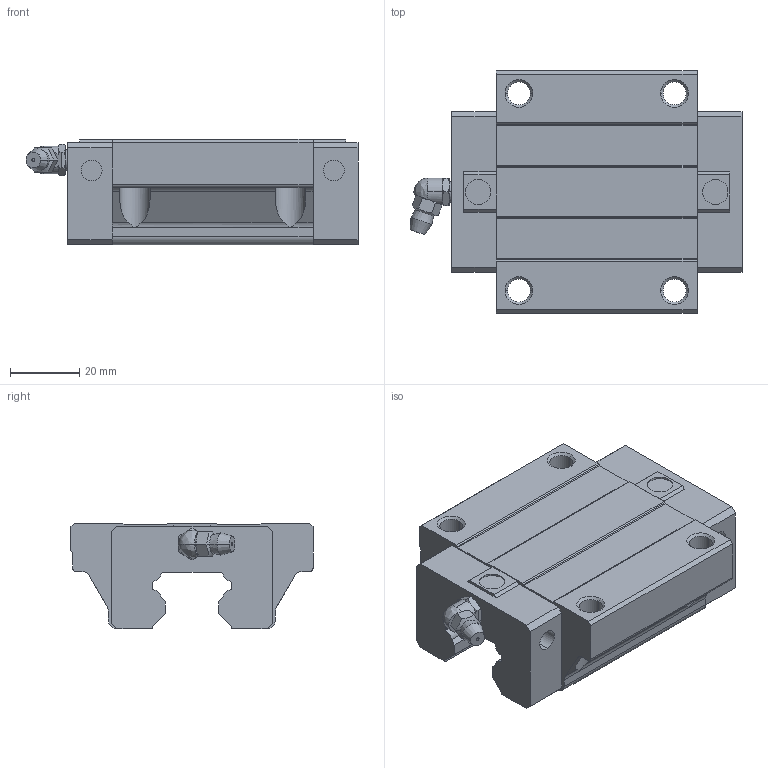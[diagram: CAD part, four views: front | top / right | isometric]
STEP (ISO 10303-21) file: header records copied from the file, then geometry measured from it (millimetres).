
FILE_DESCRIPTION (( 'STEP AP203' ), '1' );
FILE_NAME ('HGW25CAZ0C-HiwinCorporation-06-21-2017.STEP', '2017-07-05T05:37:02', ( '' ), ( '' ), 'SwSTEP 2.0', 'SolidWorks 2016', '' );
FILE_SCHEMA (( 'CONFIG_CONTROL_DESIGN' ));
Length unit declared in the file: millimetre
Products named in the file (1): HGW25CAZ0C-HiwinCorporation-06-21-2017
Bounding box: 96 x 70 x 30.5 mm (x, y, z)
Volume: 112268.3 mm3; surface area: 23267.4 mm2
Topology: 1 solids, 1 shells, 200 faces, 527 edges, 338 vertices
Faces by surface type: plane 106, cylinder 56, cone 35, bspline 3
Entity records: 6471 total; most frequent: CARTESIAN_POINT 1485, ORIENTED_EDGE 1050, DIRECTION 993, EDGE_CURVE 525, AXIS2_PLACEMENT_3D 342, VERTEX_POINT 338, VECTOR 309, LINE 309
